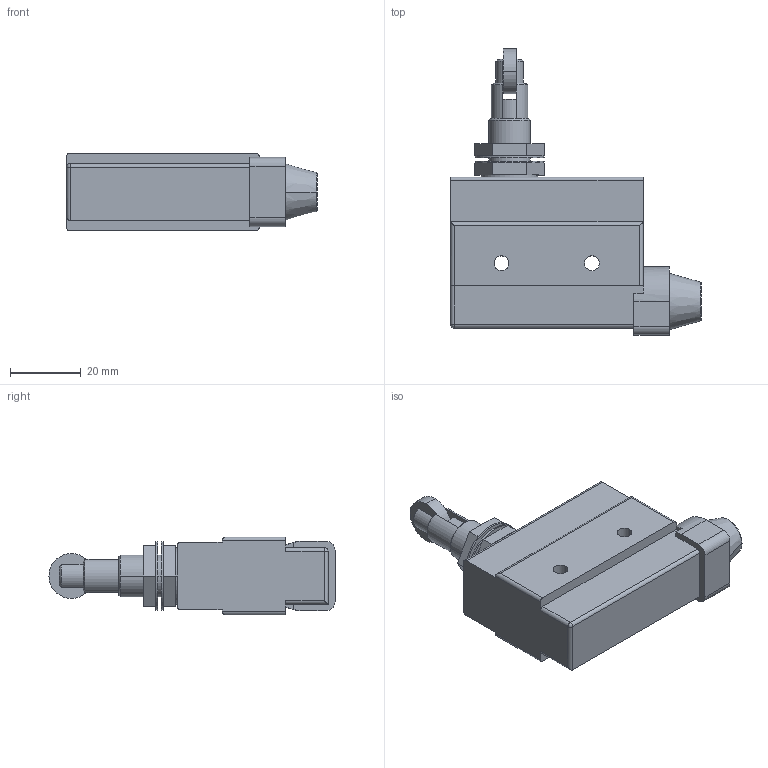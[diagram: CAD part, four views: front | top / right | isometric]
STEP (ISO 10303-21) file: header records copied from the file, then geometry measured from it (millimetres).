
FILE_DESCRIPTION((''),'2;1');
FILE_NAME('LA167-Z7-311','2024-10-29T',('Administrator'),('zyb.com'),'PRO/ENGINEER BY PARAMETRIC TECHNOLOGY CORPORATION, 2010280','PRO/ENGINEER BY PARAMETRIC TECHNOLOGY CORPORATION, 2010280','');
FILE_SCHEMA(('CONFIG_CONTROL_DESIGN'));
Length unit declared in the file: millimetre
Products named in the file (1): LA167-Z7-311
Bounding box: 71 x 81 x 22 mm (x, y, z)
Volume: 52669 mm3; surface area: 12377.5 mm2
Topology: 2 solids, 2 shells, 122 faces, 295 edges, 184 vertices
Faces by surface type: plane 74, cylinder 37, cone 8, torus 2, sphere 1
Entity records: 3649 total; most frequent: CARTESIAN_POINT 691, DIRECTION 632, ORIENTED_EDGE 590, EDGE_CURVE 295, AXIS2_PLACEMENT_3D 228, VERTEX_POINT 184, VECTOR 176, LINE 176
